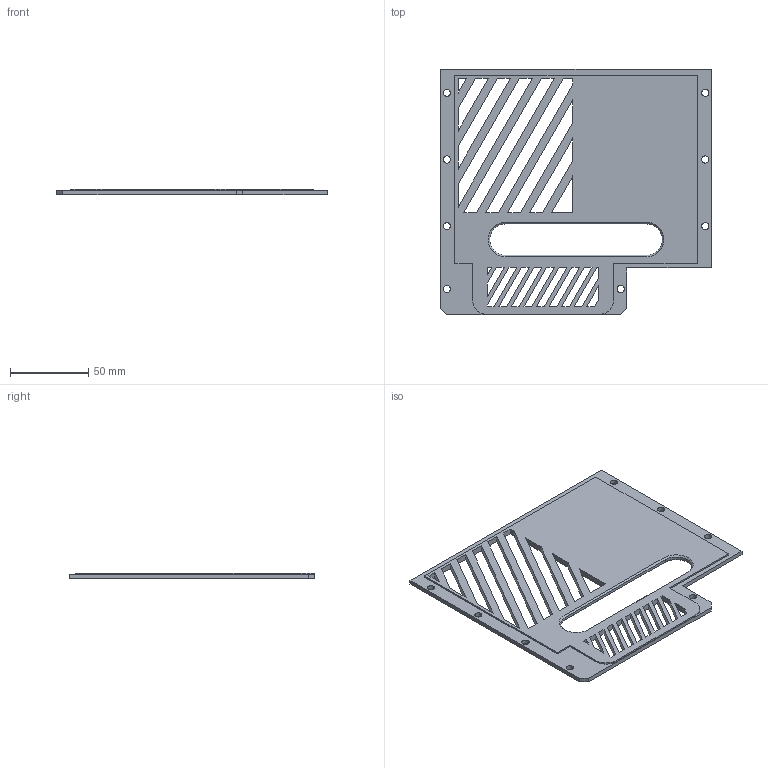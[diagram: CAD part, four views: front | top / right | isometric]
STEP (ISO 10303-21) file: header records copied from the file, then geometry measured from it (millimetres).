
FILE_DESCRIPTION(/* description */ (''),/* implementation_level */ '2;1');
FILE_NAME(/* name */ 'Generic No USB.step',/* time_stamp */ '2022-07-19T01:07:01-05:00',/* author */ (''),/* organization */ (''),/* preprocessor_version */ 'ST-DEVELOPER v19',/* originating_system */ 'Autodesk Translation Framework v11.7.0.108',/* authorisation */ '');
FILE_SCHEMA (('AUTOMOTIVE_DESIGN { 1 0 10303 214 3 1 1 }'));
Length unit declared in the file: millimetre
Products named in the file (1): Generic No USB
Bounding box: 172.55 x 156.8 x 3.8 mm (x, y, z)
Volume: 65604.6 mm3; surface area: 47143.4 mm2
Topology: 1 solids, 1 shells, 122 faces, 349 edges, 230 vertices
Faces by surface type: plane 106, cylinder 12, cone 4
Full cylindrical faces by diameter (mm): 4.6 x8
Entity records: 4073 total; most frequent: CARTESIAN_POINT 702, ORIENTED_EDGE 698, DIRECTION 623, EDGE_CURVE 349, LINE 321, VECTOR 321, VERTEX_POINT 230, EDGE_LOOP 181
